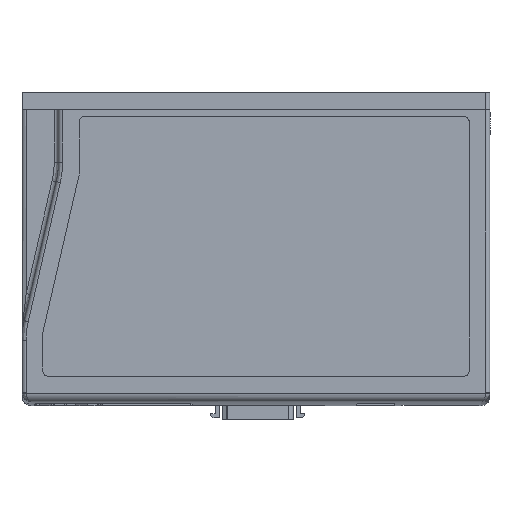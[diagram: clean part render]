
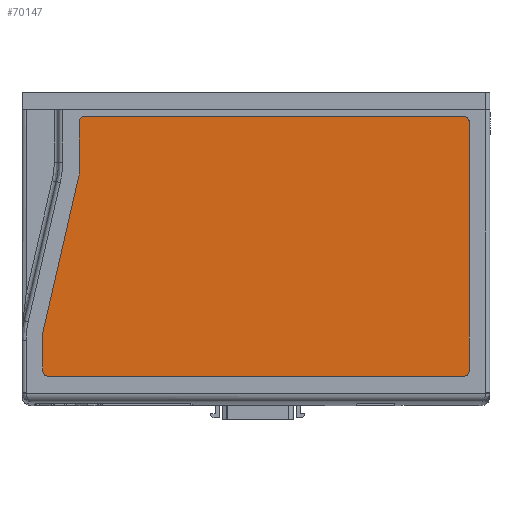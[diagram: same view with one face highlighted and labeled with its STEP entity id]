
A CAD part, front view. The second image highlights one B-rep face of the part: STEP entity #70147.
In plain terms, the highlighted face is planar.
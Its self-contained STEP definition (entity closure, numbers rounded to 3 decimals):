
#6142 = CARTESIAN_POINT ( 'NONE',  ( -60., 31., -8.5 ) ) ;
#6143 = CARTESIAN_POINT ( 'NONE',  ( 60., 31., -8.5 ) ) ;
#6145 = CARTESIAN_POINT ( 'NONE',  ( 61.5, 31., -10. ) ) ;
#6146 = CARTESIAN_POINT ( 'NONE',  ( 60., 31., -83.4 ) ) ;
#6147 = CARTESIAN_POINT ( 'NONE',  ( 61.5, 31., -81.9 ) ) ;
#6148 = CARTESIAN_POINT ( 'NONE',  ( -49.5, 31., -83.4 ) ) ;
#6149 = CARTESIAN_POINT ( 'NONE',  ( -51., 31., -81.9 ) ) ;
#6150 = CARTESIAN_POINT ( 'NONE',  ( -51., 31., -67.286 ) ) ;
#6152 = CARTESIAN_POINT ( 'NONE',  ( -51.127, 31., -66.166 ) ) ;
#6153 = CARTESIAN_POINT ( 'NONE',  ( -61.5, 31., -21.067 ) ) ;
#6155 = CARTESIAN_POINT ( 'NONE',  ( -61.5, 31., -10. ) ) ;
#17575 = EDGE_LOOP ( 'NONE', ( #18932, #18933, #18934, #18930, #18935, #18936, #18937, #18938, #18939, #18940, #18941 ) ) ;
#18930 = ORIENTED_EDGE ( 'NONE', *, *, #22505, .T. ) ;
#18932 = ORIENTED_EDGE ( 'NONE', *, *, #71117, .T. ) ;
#18933 = ORIENTED_EDGE ( 'NONE', *, *, #71119, .T. ) ;
#18934 = ORIENTED_EDGE ( 'NONE', *, *, #22503, .T. ) ;
#18935 = ORIENTED_EDGE ( 'NONE', *, *, #22465, .T. ) ;
#18936 = ORIENTED_EDGE ( 'NONE', *, *, #22473, .T. ) ;
#18937 = ORIENTED_EDGE ( 'NONE', *, *, #22471, .T. ) ;
#18938 = ORIENTED_EDGE ( 'NONE', *, *, #22476, .T. ) ;
#18939 = ORIENTED_EDGE ( 'NONE', *, *, #22523, .T. ) ;
#18940 = ORIENTED_EDGE ( 'NONE', *, *, #71113, .T. ) ;
#18941 = ORIENTED_EDGE ( 'NONE', *, *, #71115, .T. ) ;
#22465 = EDGE_CURVE ( 'NONE', #79790, #79792, #75433, .T. ) ;
#22471 = EDGE_CURVE ( 'NONE', #79791, #79793, #75442, .T. ) ;
#22473 = EDGE_CURVE ( 'NONE', #79792, #79791, #58887, .T. ) ;
#22476 = EDGE_CURVE ( 'NONE', #79793, #79794, #58881, .T. ) ;
#22503 = EDGE_CURVE ( 'NONE', #79786, #79787, #75501, .T. ) ;
#22505 = EDGE_CURVE ( 'NONE', #79787, #79790, #58916, .T. ) ;
#22523 = EDGE_CURVE ( 'NONE', #79794, #79795, #75529, .T. ) ;
#55672 = AXIS2_PLACEMENT_3D ( 'NONE', #56541, #56543, #56545 ) ;
#56540 = PLANE ( 'NONE',  #55672 ) ;
#56541 = CARTESIAN_POINT ( 'NONE',  ( 60., 31., -10. ) ) ;
#56543 = DIRECTION ( 'NONE',  ( 0., 1., 0. ) ) ;
#56545 = DIRECTION ( 'NONE',  ( 0., 0., 1. ) ) ;
#58518 = CIRCLE ( 'NONE', #58577, 5. ) ;
#58577 = AXIS2_PLACEMENT_3D ( 'NONE', #61835, #61836, #61838 ) ;
#58579 = VECTOR ( 'NONE', #61846, 1000. ) ;
#58582 = VECTOR ( 'NONE', #61854, 1000. ) ;
#58583 = CIRCLE ( 'NONE', #58585, 1.5 ) ;
#58585 = AXIS2_PLACEMENT_3D ( 'NONE', #61861, #61862, #61864 ) ;
#58880 = VECTOR ( 'NONE', #73961, 1000. ) ;
#58881 = CIRCLE ( 'NONE', #58893, 1.5 ) ;
#58886 = VECTOR ( 'NONE', #73992, 1000. ) ;
#58887 = CIRCLE ( 'NONE', #58889, 1.5 ) ;
#58889 = AXIS2_PLACEMENT_3D ( 'NONE', #73998, #74000, #74001 ) ;
#58893 = AXIS2_PLACEMENT_3D ( 'NONE', #74015, #74017, #74018 ) ;
#58916 = CIRCLE ( 'NONE', #58923, 1.5 ) ;
#58921 = VECTOR ( 'NONE', #74205, 1000. ) ;
#58923 = AXIS2_PLACEMENT_3D ( 'NONE', #74212, #74214, #74216 ) ;
#58943 = VECTOR ( 'NONE', #74313, 1000. ) ;
#59146 = FACE_OUTER_BOUND ( 'NONE', #17575, .T. ) ;
#60148 = LINE ( 'NONE', #61845, #58579 ) ;
#60150 = LINE ( 'NONE', #61853, #58582 ) ;
#61835 = CARTESIAN_POINT ( 'NONE',  ( -56., 31., -67.286 ) ) ;
#61836 = DIRECTION ( 'NONE',  ( 0., -1., 0. ) ) ;
#61838 = DIRECTION ( 'NONE',  ( 0., 0., 1. ) ) ;
#61845 = CARTESIAN_POINT ( 'NONE',  ( -51.127, 31., -66.166 ) ) ;
#61846 = DIRECTION ( 'NONE',  ( -0.224, 0., 0.975 ) ) ;
#61853 = CARTESIAN_POINT ( 'NONE',  ( -61.5, 31., -10. ) ) ;
#61854 = DIRECTION ( 'NONE',  ( 0., 0., 1. ) ) ;
#61861 = CARTESIAN_POINT ( 'NONE',  ( -60., 31., -10. ) ) ;
#61862 = DIRECTION ( 'NONE',  ( 0., 1., 0. ) ) ;
#61864 = DIRECTION ( 'NONE',  ( 0., 0., 1. ) ) ;
#70147 = ADVANCED_FACE ( 'NONE', ( #59146 ), #56540, .T. ) ;
#71113 = EDGE_CURVE ( 'NONE', #79795, #79797, #58518, .T. ) ;
#71115 = EDGE_CURVE ( 'NONE', #79797, #79798, #60148, .T. ) ;
#71117 = EDGE_CURVE ( 'NONE', #79798, #79800, #60150, .T. ) ;
#71119 = EDGE_CURVE ( 'NONE', #79800, #79786, #58583, .T. ) ;
#73960 = CARTESIAN_POINT ( 'NONE',  ( 61.5, 31., -10. ) ) ;
#73961 = DIRECTION ( 'NONE',  ( 0., 0., -1. ) ) ;
#73990 = CARTESIAN_POINT ( 'NONE',  ( 60., 31., -83.4 ) ) ;
#73992 = DIRECTION ( 'NONE',  ( -1., 0., 0. ) ) ;
#73998 = CARTESIAN_POINT ( 'NONE',  ( 60., 31., -81.9 ) ) ;
#74000 = DIRECTION ( 'NONE',  ( 0., 1., 0. ) ) ;
#74001 = DIRECTION ( 'NONE',  ( 0., 0., 1. ) ) ;
#74015 = CARTESIAN_POINT ( 'NONE',  ( -49.5, 31., -81.9 ) ) ;
#74017 = DIRECTION ( 'NONE',  ( 0., 1., 0. ) ) ;
#74018 = DIRECTION ( 'NONE',  ( 0., 0., 1. ) ) ;
#74203 = CARTESIAN_POINT ( 'NONE',  ( 60., 31., -8.5 ) ) ;
#74205 = DIRECTION ( 'NONE',  ( 1., 0., 0. ) ) ;
#74212 = CARTESIAN_POINT ( 'NONE',  ( 60., 31., -10. ) ) ;
#74214 = DIRECTION ( 'NONE',  ( 0., 1., 0. ) ) ;
#74216 = DIRECTION ( 'NONE',  ( 0., 0., 1. ) ) ;
#74311 = CARTESIAN_POINT ( 'NONE',  ( -51., 31., -10. ) ) ;
#74313 = DIRECTION ( 'NONE',  ( 0., 0., 1. ) ) ;
#75433 = LINE ( 'NONE', #73960, #58880 ) ;
#75442 = LINE ( 'NONE', #73990, #58886 ) ;
#75501 = LINE ( 'NONE', #74203, #58921 ) ;
#75529 = LINE ( 'NONE', #74311, #58943 ) ;
#79786 = VERTEX_POINT ( 'NONE', #6142 ) ;
#79787 = VERTEX_POINT ( 'NONE', #6143 ) ;
#79790 = VERTEX_POINT ( 'NONE', #6145 ) ;
#79791 = VERTEX_POINT ( 'NONE', #6146 ) ;
#79792 = VERTEX_POINT ( 'NONE', #6147 ) ;
#79793 = VERTEX_POINT ( 'NONE', #6148 ) ;
#79794 = VERTEX_POINT ( 'NONE', #6149 ) ;
#79795 = VERTEX_POINT ( 'NONE', #6150 ) ;
#79797 = VERTEX_POINT ( 'NONE', #6152 ) ;
#79798 = VERTEX_POINT ( 'NONE', #6153 ) ;
#79800 = VERTEX_POINT ( 'NONE', #6155 ) ;
